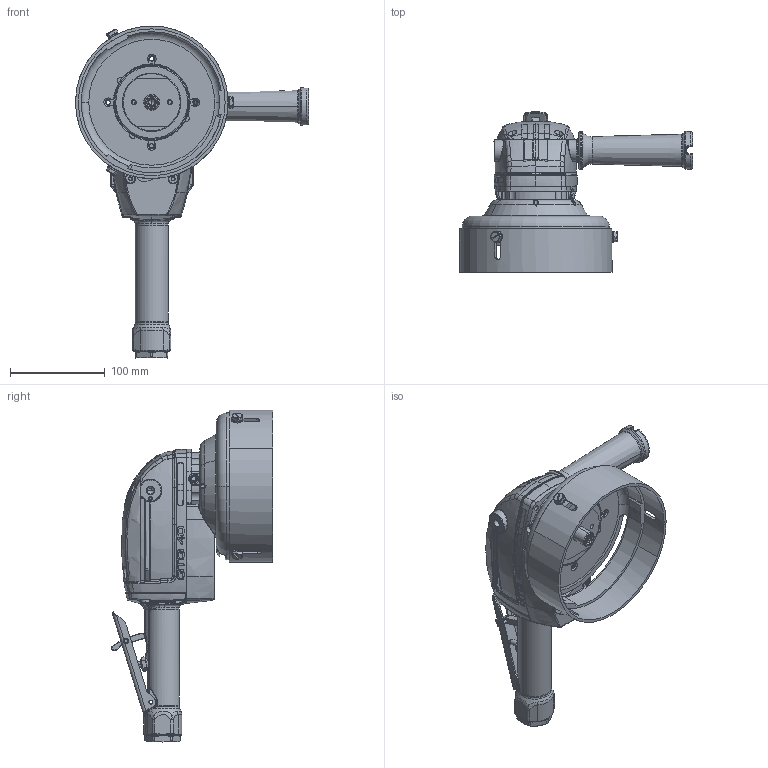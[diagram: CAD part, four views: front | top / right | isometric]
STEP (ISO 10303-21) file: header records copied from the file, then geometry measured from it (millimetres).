
FILE_DESCRIPTION((''),'2;1');
FILE_NAME('8423293010_ASM','2014-02-05T',('tooextcsr'),(''),'PRO/ENGINEER BY PARAMETRIC TECHNOLOGY CORPORATION, 2012420','PRO/ENGINEER BY PARAMETRIC TECHNOLOGY CORPORATION, 2012420','');
FILE_SCHEMA(('CONFIG_CONTROL_DESIGN','GEOMETRIC_VALIDATION_PROPERTIES_MIM'));
Length unit declared in the file: millimetre
Products named in the file (39): 4175009070; 4175009060_ASM; 4175007501; 4175007561; 4175007561_ASM; 4170120600_SH; 4170120801; 4150157801; 4170120680_ASM; 4170118201; 0102032000; 4170063900; 4175007582_ASM; 0217110010; 4175009100; 4175009160_ASM; 4175008500; 4175008580_ASM; 4170065101_HAND; 4170065201; 4175016200; 0301232100; 4090054800; 4175016280_ASM; 4175018700; 4175018780_ASM; 4175013100_MED; 4175013160_ASM; 4175009270; 0219110007; 4175009370; 0219110011; 4175009380_ASM; 0219110010; 4110135500; 0300803100; 0147133003; 4110135588_ASM; 8423293010_ASM
Assembly tree (48 placements, depth 4):
  8423293010_ASM
    4175009060_ASM
      4175009070
    4175007582_ASM
      4175007561_ASM
        4175007501
        4175007561
      4170120680_ASM
        4170120600_SH
        4170120801
        4150157801
      4170118201
      0102032000
      4170063900
    0217110010  x5
    4175009160_ASM
      4175009100
    4175008580_ASM
      4175008500
    4175016280_ASM
      4170065101_HAND
      4170065201
      4175016200
      0301232100  x3
      4090054800  x3
    4175018780_ASM
      4175018700
    4175013160_ASM
      4175013100_MED
    4175009270
    0219110007  x2
    4175009380_ASM
      4175009370
      0219110011
    0219110010  x2
    4110135588_ASM
      4110135500
      0300803100
      0147133003
Bounding box: 246 x 170.22 x 350.4 mm (x, y, z)
Volume: 821120.2 mm3; surface area: 418559.6 mm2
Topology: 36 solids, 124 shells, 3348 faces, 9264 edges, 5922 vertices
Faces by surface type: cylinder 1031, bspline 920, plane 655, cone 405, torus 229, revolution 57, sphere 35, extrusion 16
Entity records: 188856 total; most frequent: CARTESIAN_POINT 90333, ORIENTED_EDGE 15240, DIRECTION 12019, EDGE_CURVE 8686, PRESENTATION_STYLE_ASSIGNMENT 8579, STYLED_ITEM 8579, CURVE_STYLE 8419, VERTEX_POINT 5602
